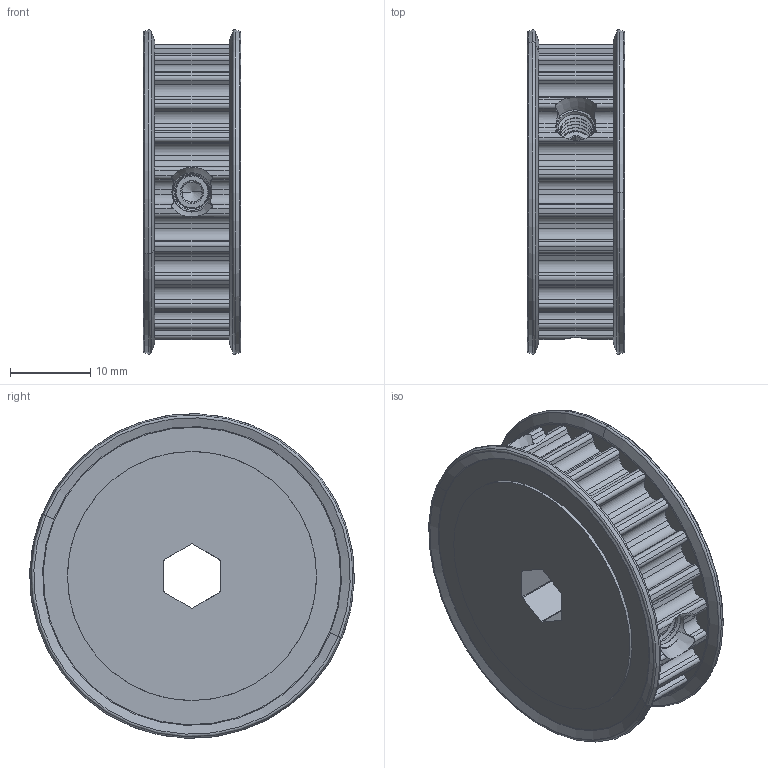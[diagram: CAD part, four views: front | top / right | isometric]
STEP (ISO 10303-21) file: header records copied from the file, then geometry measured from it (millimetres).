
FILE_DESCRIPTION (( 'STEP AP203' ), '1' );
FILE_NAME ('3414-4008-0024 assembly.STEP', '2019-08-19T21:16:10', ( '' ), ( '' ), 'SwSTEP 2.0', 'SolidWorks 2016', '' );
FILE_SCHEMA (( 'CONFIG_CONTROL_DESIGN' ));
Length unit declared in the file: millimetre
Products named in the file (4): 3414-4008-0024 body; 3414-4008-0024 ring; 3414-4008-0024 assembly; 2806-0005-0008_91390A118
Assembly tree (5 placements, depth 2):
  3414-4008-0024 assembly
    3414-4008-0024 body
    3414-4008-0024 ring  x2
    2806-0005-0008_91390A118  x2
Bounding box: 12.11 x 40.44 x 40.44 mm (x, y, z)
Volume: 11111.5 mm3; surface area: 7418.9 mm2
Topology: 5 solids, 5 shells, 525 faces, 1480 edges, 959 vertices
Faces by surface type: cylinder 320, plane 121, cone 52, bspline 16, torus 16
Entity records: 27029 total; most frequent: CARTESIAN_POINT 15415, ORIENTED_EDGE 2632, DIRECTION 2139, EDGE_CURVE 1316, VERTEX_POINT 866, AXIS2_PLACEMENT_3D 780, LINE 579, VECTOR 579
